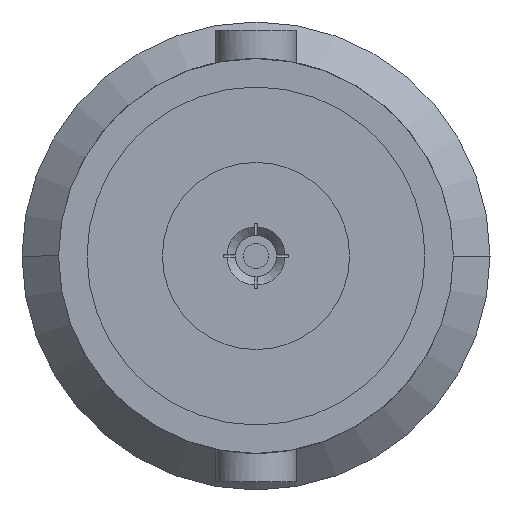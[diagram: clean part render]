
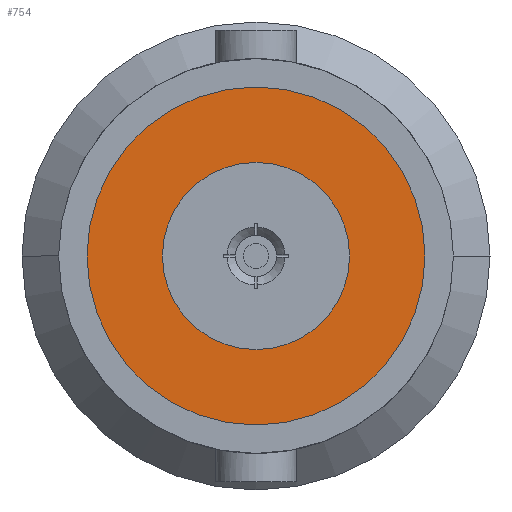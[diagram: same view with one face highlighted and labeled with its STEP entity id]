
A CAD part, left-side view. The second image highlights one B-rep face of the part: STEP entity #754.
In plain terms, the highlighted planar face has unit normal (-1, 0, 0).
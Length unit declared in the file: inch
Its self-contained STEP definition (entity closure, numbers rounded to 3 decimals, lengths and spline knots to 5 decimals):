
#754 = ADVANCED_FACE ( 'NONE', ( #110815, #50748 ), #119243, .T. ) ;
#3565 = AXIS2_PLACEMENT_3D ( 'NONE', #103113, #100573, #120613 ) ;
#5097 = EDGE_CURVE ( 'NONE', #112160, #42546, #92017, .T. ) ;
#5211 = AXIS2_PLACEMENT_3D ( 'NONE', #10086, #21049, #51448 ) ;
#10086 = CARTESIAN_POINT ( 'NONE',  ( 0.33, 0., 0. ) ) ;
#16456 = ORIENTED_EDGE ( 'NONE', *, *, #63976, .T. ) ;
#16759 = ORIENTED_EDGE ( 'NONE', *, *, #77008, .T. ) ;
#21049 = DIRECTION ( 'NONE',  ( 1., 0., 0. ) ) ;
#26270 = EDGE_LOOP ( 'NONE', ( #94675, #71640 ) ) ;
#28014 = CIRCLE ( 'NONE', #5211, 0.09 ) ;
#31197 = CARTESIAN_POINT ( 'NONE',  ( 0.33, 0., 0.1625 ) ) ;
#35059 = DIRECTION ( 'NONE',  ( 0., 0., 1. ) ) ;
#36786 = DIRECTION ( 'NONE',  ( 0., 0., 1. ) ) ;
#42546 = VERTEX_POINT ( 'NONE', #31197 ) ;
#45119 = CIRCLE ( 'NONE', #3565, 0.09 ) ;
#50748 = FACE_OUTER_BOUND ( 'NONE', #26270, .T. ) ;
#51448 = DIRECTION ( 'NONE',  ( 0., 0., -1. ) ) ;
#56186 = CARTESIAN_POINT ( 'NONE',  ( 0.33, 0., 0. ) ) ;
#59193 = DIRECTION ( 'NONE',  ( -1., 0., 0. ) ) ;
#63976 = EDGE_CURVE ( 'NONE', #84024, #71335, #28014, .T. ) ;
#64159 = DIRECTION ( 'NONE',  ( -1., 0., 0. ) ) ;
#71335 = VERTEX_POINT ( 'NONE', #96319 ) ;
#71640 = ORIENTED_EDGE ( 'NONE', *, *, #5097, .T. ) ;
#72021 = CARTESIAN_POINT ( 'NONE',  ( 0.33, 0., 0. ) ) ;
#77008 = EDGE_CURVE ( 'NONE', #71335, #84024, #45119, .T. ) ;
#83542 = CARTESIAN_POINT ( 'NONE',  ( 0.33, 0., 0. ) ) ;
#84024 = VERTEX_POINT ( 'NONE', #117695 ) ;
#86445 = AXIS2_PLACEMENT_3D ( 'NONE', #83542, #64159, #35059 ) ;
#89925 = AXIS2_PLACEMENT_3D ( 'NONE', #56186, #125965, #36786 ) ;
#92017 = CIRCLE ( 'NONE', #89925, 0.1625 ) ;
#93221 = EDGE_LOOP ( 'NONE', ( #16456, #16759 ) ) ;
#93478 = EDGE_CURVE ( 'NONE', #42546, #112160, #109158, .T. ) ;
#94675 = ORIENTED_EDGE ( 'NONE', *, *, #93478, .T. ) ;
#96319 = CARTESIAN_POINT ( 'NONE',  ( 0.33, 0., 0.09 ) ) ;
#98601 = DIRECTION ( 'NONE',  ( 0., 0., 1. ) ) ;
#100573 = DIRECTION ( 'NONE',  ( 1., 0., 0. ) ) ;
#103113 = CARTESIAN_POINT ( 'NONE',  ( 0.33, 0., 0. ) ) ;
#109158 = CIRCLE ( 'NONE', #86445, 0.1625 ) ;
#110815 = FACE_BOUND ( 'NONE', #93221, .T. ) ;
#112160 = VERTEX_POINT ( 'NONE', #114052 ) ;
#114052 = CARTESIAN_POINT ( 'NONE',  ( 0.33, 0., -0.1625 ) ) ;
#117695 = CARTESIAN_POINT ( 'NONE',  ( 0.33, 0., -0.09 ) ) ;
#119243 = PLANE ( 'NONE',  #122840 ) ;
#120613 = DIRECTION ( 'NONE',  ( 0., 0., -1. ) ) ;
#122840 = AXIS2_PLACEMENT_3D ( 'NONE', #72021, #59193, #98601 ) ;
#125965 = DIRECTION ( 'NONE',  ( -1., 0., 0. ) ) ;
